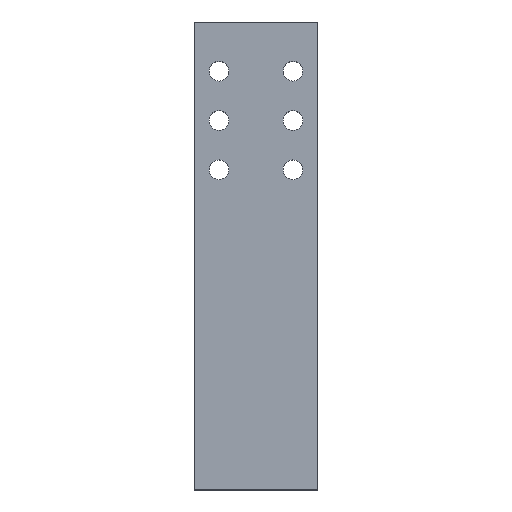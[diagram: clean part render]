
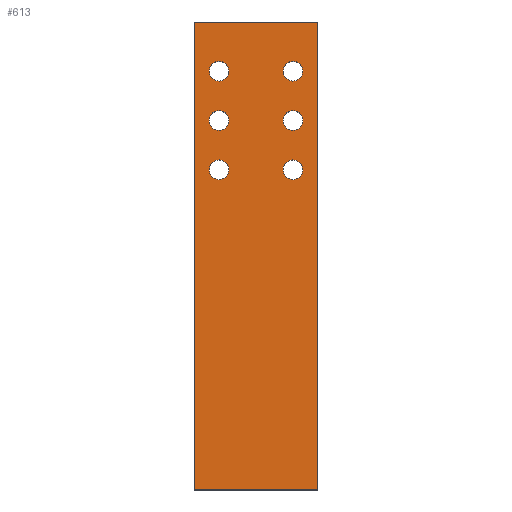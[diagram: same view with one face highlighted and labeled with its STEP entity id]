
A CAD part, top view. The second image highlights one B-rep face of the part: STEP entity #613.
In plain terms, the highlighted planar face has unit normal (0, 0, 1).
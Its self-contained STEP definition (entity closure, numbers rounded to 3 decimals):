
#35 = ORIENTED_EDGE ( 'NONE', *, *, #949, .T. ) ;
#43 = CARTESIAN_POINT ( 'NONE',  ( 5.5, 17.5, 12.5 ) ) ;
#45 = EDGE_CURVE ( 'NONE', #1372, #438, #661, .T. ) ;
#51 = EDGE_CURVE ( 'NONE', #1927, #1575, #1916, .T. ) ;
#64 = VERTEX_POINT ( 'NONE', #43 ) ;
#77 = DIRECTION ( 'NONE',  ( 0., 0., -1. ) ) ;
#81 = EDGE_CURVE ( 'NONE', #2131, #1422, #1648, .T. ) ;
#82 = EDGE_LOOP ( 'NONE', ( #1631, #515 ) ) ;
#86 = CARTESIAN_POINT ( 'NONE',  ( 9.5, 27.5, 12.5 ) ) ;
#95 = AXIS2_PLACEMENT_3D ( 'NONE', #657, #2000, #1482 ) ;
#113 = EDGE_CURVE ( 'NONE', #64, #714, #1384, .T. ) ;
#115 = DIRECTION ( 'NONE',  ( 0., 0., -1. ) ) ;
#153 = CARTESIAN_POINT ( 'NONE',  ( -5.5, 27.5, 12.5 ) ) ;
#169 = DIRECTION ( 'NONE',  ( 0., 0., -1. ) ) ;
#223 = CARTESIAN_POINT ( 'NONE',  ( -12.5, 47.5, 12.5 ) ) ;
#229 = CIRCLE ( 'NONE', #1430, 2. ) ;
#242 = DIRECTION ( 'NONE',  ( 1., 0., 0. ) ) ;
#250 = DIRECTION ( 'NONE',  ( 0., 0., -1. ) ) ;
#274 = CARTESIAN_POINT ( 'NONE',  ( 7.5, 37.5, 12.5 ) ) ;
#275 = ORIENTED_EDGE ( 'NONE', *, *, #81, .T. ) ;
#318 = DIRECTION ( 'NONE',  ( 0., 0., -1. ) ) ;
#334 = ORIENTED_EDGE ( 'NONE', *, *, #1431, .T. ) ;
#343 = CARTESIAN_POINT ( 'NONE',  ( -9.5, 27.5, 12.5 ) ) ;
#344 = DIRECTION ( 'NONE',  ( 0., 1., 0. ) ) ;
#378 = VERTEX_POINT ( 'NONE', #1572 ) ;
#405 = ORIENTED_EDGE ( 'NONE', *, *, #905, .T. ) ;
#409 = EDGE_CURVE ( 'NONE', #673, #2130, #2077, .T. ) ;
#420 = FACE_BOUND ( 'NONE', #649, .T. ) ;
#436 = AXIS2_PLACEMENT_3D ( 'NONE', #1787, #511, #846 ) ;
#438 = VERTEX_POINT ( 'NONE', #1116 ) ;
#450 = AXIS2_PLACEMENT_3D ( 'NONE', #1904, #904, #242 ) ;
#451 = EDGE_CURVE ( 'NONE', #1316, #1331, #1120, .T. ) ;
#467 = LINE ( 'NONE', #1728, #1194 ) ;
#481 = VERTEX_POINT ( 'NONE', #1330 ) ;
#493 = DIRECTION ( 'NONE',  ( -1., 0., 0. ) ) ;
#505 = ORIENTED_EDGE ( 'NONE', *, *, #1685, .T. ) ;
#508 = CARTESIAN_POINT ( 'NONE',  ( 12.5, 47.5, 12.5 ) ) ;
#511 = DIRECTION ( 'NONE',  ( 0., 0., -1. ) ) ;
#515 = ORIENTED_EDGE ( 'NONE', *, *, #1516, .T. ) ;
#516 = CIRCLE ( 'NONE', #1627, 2. ) ;
#528 = FACE_BOUND ( 'NONE', #1926, .T. ) ;
#547 = CIRCLE ( 'NONE', #562, 2. ) ;
#562 = AXIS2_PLACEMENT_3D ( 'NONE', #754, #762, #1251 ) ;
#576 = EDGE_LOOP ( 'NONE', ( #1644, #1949, #994, #971 ) ) ;
#579 = CARTESIAN_POINT ( 'NONE',  ( 12.5, -47.5, 12.5 ) ) ;
#582 = CARTESIAN_POINT ( 'NONE',  ( -9.5, 17.5, 12.5 ) ) ;
#585 = AXIS2_PLACEMENT_3D ( 'NONE', #1797, #318, #493 ) ;
#586 = EDGE_CURVE ( 'NONE', #1242, #378, #1442, .T. ) ;
#613 = ADVANCED_FACE ( 'NONE', ( #420, #1704, #1994, #528, #1677, #978, #635 ), #1347, .T. ) ;
#620 = DIRECTION ( 'NONE',  ( -1., 0., 0. ) ) ;
#635 = FACE_OUTER_BOUND ( 'NONE', #576, .T. ) ;
#649 = EDGE_LOOP ( 'NONE', ( #653, #405 ) ) ;
#653 = ORIENTED_EDGE ( 'NONE', *, *, #51, .T. ) ;
#657 = CARTESIAN_POINT ( 'NONE',  ( -7.5, 37.5, 12.5 ) ) ;
#661 = CIRCLE ( 'NONE', #95, 2. ) ;
#673 = VERTEX_POINT ( 'NONE', #1586 ) ;
#679 = DIRECTION ( 'NONE',  ( -1., 0., 0. ) ) ;
#683 = CARTESIAN_POINT ( 'NONE',  ( 9.5, 17.5, 12.5 ) ) ;
#711 = ORIENTED_EDGE ( 'NONE', *, *, #1886, .T. ) ;
#714 = VERTEX_POINT ( 'NONE', #683 ) ;
#719 = CIRCLE ( 'NONE', #436, 2. ) ;
#745 = DIRECTION ( 'NONE',  ( 1., 0., 0. ) ) ;
#754 = CARTESIAN_POINT ( 'NONE',  ( -7.5, 37.5, 12.5 ) ) ;
#762 = DIRECTION ( 'NONE',  ( 0., 0., -1. ) ) ;
#817 = VECTOR ( 'NONE', #745, 1000. ) ;
#821 = CARTESIAN_POINT ( 'NONE',  ( -12.5, -47.5, 12.5 ) ) ;
#846 = DIRECTION ( 'NONE',  ( -1., 0., 0. ) ) ;
#878 = CARTESIAN_POINT ( 'NONE',  ( 5.5, 27.5, 12.5 ) ) ;
#883 = DIRECTION ( 'NONE',  ( -1., 0., 0. ) ) ;
#904 = DIRECTION ( 'NONE',  ( 0., 0., 1. ) ) ;
#905 = EDGE_CURVE ( 'NONE', #1575, #1927, #229, .T. ) ;
#914 = CARTESIAN_POINT ( 'NONE',  ( -5.5, 37.5, 12.5 ) ) ;
#943 = CIRCLE ( 'NONE', #585, 2. ) ;
#949 = EDGE_CURVE ( 'NONE', #438, #1372, #547, .T. ) ;
#971 = ORIENTED_EDGE ( 'NONE', *, *, #1371, .T. ) ;
#978 = FACE_BOUND ( 'NONE', #2037, .T. ) ;
#994 = ORIENTED_EDGE ( 'NONE', *, *, #451, .F. ) ;
#1011 = EDGE_LOOP ( 'NONE', ( #711, #1796 ) ) ;
#1019 = CARTESIAN_POINT ( 'NONE',  ( 7.5, 27.5, 12.5 ) ) ;
#1030 = DIRECTION ( 'NONE',  ( -1., 0., 0. ) ) ;
#1032 = EDGE_LOOP ( 'NONE', ( #1546, #505 ) ) ;
#1059 = DIRECTION ( 'NONE',  ( 0., 0., -1. ) ) ;
#1089 = CIRCLE ( 'NONE', #1711, 2. ) ;
#1091 = VERTEX_POINT ( 'NONE', #582 ) ;
#1104 = EDGE_CURVE ( 'NONE', #1331, #2130, #467, .T. ) ;
#1116 = CARTESIAN_POINT ( 'NONE',  ( -9.5, 37.5, 12.5 ) ) ;
#1120 = LINE ( 'NONE', #1478, #1890 ) ;
#1145 = DIRECTION ( 'NONE',  ( -1., 0., 0. ) ) ;
#1194 = VECTOR ( 'NONE', #2070, 1000. ) ;
#1242 = VERTEX_POINT ( 'NONE', #1764 ) ;
#1251 = DIRECTION ( 'NONE',  ( -1., 0., 0. ) ) ;
#1264 = AXIS2_PLACEMENT_3D ( 'NONE', #1019, #1847, #1321 ) ;
#1312 = CARTESIAN_POINT ( 'NONE',  ( 7.5, 17.5, 12.5 ) ) ;
#1316 = VERTEX_POINT ( 'NONE', #821 ) ;
#1321 = DIRECTION ( 'NONE',  ( -1., 0., 0. ) ) ;
#1330 = CARTESIAN_POINT ( 'NONE',  ( -5.5, 17.5, 12.5 ) ) ;
#1331 = VERTEX_POINT ( 'NONE', #223 ) ;
#1347 = PLANE ( 'NONE',  #450 ) ;
#1371 = EDGE_CURVE ( 'NONE', #1316, #673, #1878, .T. ) ;
#1372 = VERTEX_POINT ( 'NONE', #914 ) ;
#1384 = CIRCLE ( 'NONE', #2020, 2. ) ;
#1385 = VECTOR ( 'NONE', #1726, 1000. ) ;
#1422 = VERTEX_POINT ( 'NONE', #153 ) ;
#1430 = AXIS2_PLACEMENT_3D ( 'NONE', #1523, #1059, #1755 ) ;
#1431 = EDGE_CURVE ( 'NONE', #1422, #2131, #1590, .T. ) ;
#1442 = CIRCLE ( 'NONE', #1842, 2. ) ;
#1471 = EDGE_CURVE ( 'NONE', #1091, #481, #719, .T. ) ;
#1478 = CARTESIAN_POINT ( 'NONE',  ( -12.5, -47.5, 12.5 ) ) ;
#1482 = DIRECTION ( 'NONE',  ( -1., 0., 0. ) ) ;
#1490 = AXIS2_PLACEMENT_3D ( 'NONE', #2058, #77, #1030 ) ;
#1516 = EDGE_CURVE ( 'NONE', #714, #64, #1089, .T. ) ;
#1523 = CARTESIAN_POINT ( 'NONE',  ( 7.5, 27.5, 12.5 ) ) ;
#1545 = DIRECTION ( 'NONE',  ( 0., 0., -1. ) ) ;
#1546 = ORIENTED_EDGE ( 'NONE', *, *, #1471, .T. ) ;
#1572 = CARTESIAN_POINT ( 'NONE',  ( 5.5, 37.5, 12.5 ) ) ;
#1575 = VERTEX_POINT ( 'NONE', #86 ) ;
#1586 = CARTESIAN_POINT ( 'NONE',  ( 12.5, -47.5, 12.5 ) ) ;
#1590 = CIRCLE ( 'NONE', #2029, 2. ) ;
#1627 = AXIS2_PLACEMENT_3D ( 'NONE', #274, #1545, #883 ) ;
#1631 = ORIENTED_EDGE ( 'NONE', *, *, #113, .T. ) ;
#1644 = ORIENTED_EDGE ( 'NONE', *, *, #409, .T. ) ;
#1648 = CIRCLE ( 'NONE', #1490, 2. ) ;
#1650 = DIRECTION ( 'NONE',  ( 0., 0., -1. ) ) ;
#1677 = FACE_BOUND ( 'NONE', #1032, .T. ) ;
#1685 = EDGE_CURVE ( 'NONE', #481, #1091, #943, .T. ) ;
#1704 = FACE_BOUND ( 'NONE', #1011, .T. ) ;
#1711 = AXIS2_PLACEMENT_3D ( 'NONE', #1312, #169, #679 ) ;
#1714 = ORIENTED_EDGE ( 'NONE', *, *, #45, .T. ) ;
#1726 = DIRECTION ( 'NONE',  ( 0., 1., 0. ) ) ;
#1728 = CARTESIAN_POINT ( 'NONE',  ( -12.5, 47.5, 12.5 ) ) ;
#1755 = DIRECTION ( 'NONE',  ( -1., 0., 0. ) ) ;
#1758 = CARTESIAN_POINT ( 'NONE',  ( 7.5, 17.5, 12.5 ) ) ;
#1760 = CARTESIAN_POINT ( 'NONE',  ( 7.5, 37.5, 12.5 ) ) ;
#1764 = CARTESIAN_POINT ( 'NONE',  ( 9.5, 37.5, 12.5 ) ) ;
#1787 = CARTESIAN_POINT ( 'NONE',  ( -7.5, 17.5, 12.5 ) ) ;
#1796 = ORIENTED_EDGE ( 'NONE', *, *, #586, .T. ) ;
#1797 = CARTESIAN_POINT ( 'NONE',  ( -7.5, 17.5, 12.5 ) ) ;
#1842 = AXIS2_PLACEMENT_3D ( 'NONE', #1760, #1650, #1145 ) ;
#1847 = DIRECTION ( 'NONE',  ( 0., 0., -1. ) ) ;
#1878 = LINE ( 'NONE', #2101, #817 ) ;
#1886 = EDGE_CURVE ( 'NONE', #378, #1242, #516, .T. ) ;
#1890 = VECTOR ( 'NONE', #344, 1000. ) ;
#1899 = CARTESIAN_POINT ( 'NONE',  ( -7.5, 27.5, 12.5 ) ) ;
#1904 = CARTESIAN_POINT ( 'NONE',  ( -12.5, -47.5, 12.5 ) ) ;
#1914 = DIRECTION ( 'NONE',  ( -1., 0., 0. ) ) ;
#1916 = CIRCLE ( 'NONE', #1264, 2. ) ;
#1926 = EDGE_LOOP ( 'NONE', ( #275, #334 ) ) ;
#1927 = VERTEX_POINT ( 'NONE', #878 ) ;
#1949 = ORIENTED_EDGE ( 'NONE', *, *, #1104, .F. ) ;
#1994 = FACE_BOUND ( 'NONE', #82, .T. ) ;
#2000 = DIRECTION ( 'NONE',  ( 0., 0., -1. ) ) ;
#2020 = AXIS2_PLACEMENT_3D ( 'NONE', #1758, #115, #620 ) ;
#2029 = AXIS2_PLACEMENT_3D ( 'NONE', #1899, #250, #1914 ) ;
#2037 = EDGE_LOOP ( 'NONE', ( #35, #1714 ) ) ;
#2058 = CARTESIAN_POINT ( 'NONE',  ( -7.5, 27.5, 12.5 ) ) ;
#2070 = DIRECTION ( 'NONE',  ( 1., 0., 0. ) ) ;
#2077 = LINE ( 'NONE', #579, #1385 ) ;
#2101 = CARTESIAN_POINT ( 'NONE',  ( -12.5, -47.5, 12.5 ) ) ;
#2130 = VERTEX_POINT ( 'NONE', #508 ) ;
#2131 = VERTEX_POINT ( 'NONE', #343 ) ;
